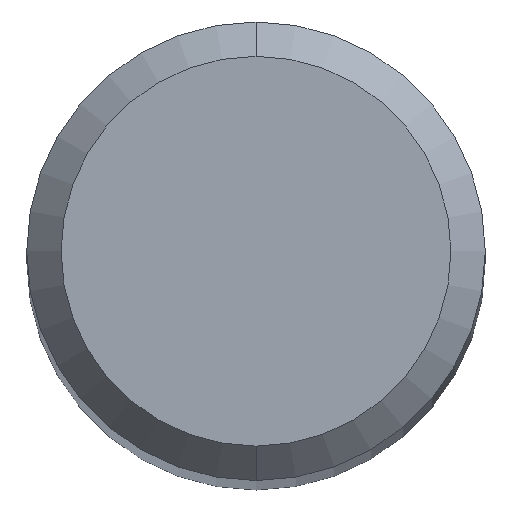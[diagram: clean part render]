
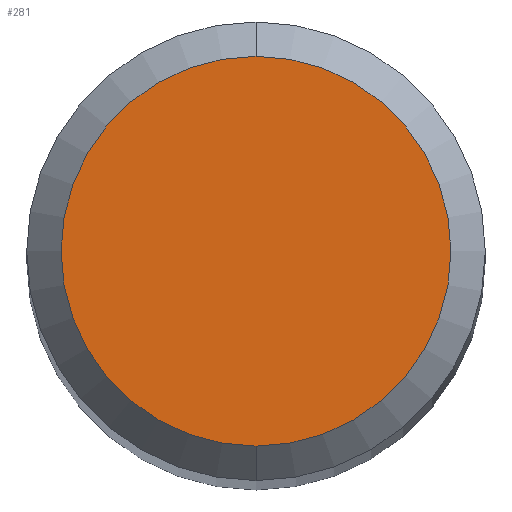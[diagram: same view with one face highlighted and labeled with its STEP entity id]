
A CAD part, top view. The second image highlights one B-rep face of the part: STEP entity #281.
In plain terms, the highlighted planar face has unit normal (0, 0, 1).
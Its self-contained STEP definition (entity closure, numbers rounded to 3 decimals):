
#233=EDGE_CURVE('',#239,#265,#529,.T.);
#239=VERTEX_POINT('',#535);
#265=VERTEX_POINT('',#564);
#281=ADVANCED_FACE('',(#581),#582,.T.);
#301=EDGE_CURVE('',#265,#239,#603,.T.);
#529=CIRCLE('',#922,1.7);
#535=CARTESIAN_POINT('',(0.0,1.7,46.268));
#564=CARTESIAN_POINT('',(0.,-1.7,46.268));
#581=FACE_OUTER_BOUND('',#1092,.T.);
#582=PLANE('',#1093);
#603=CIRCLE('',#1133,1.7);
#922=AXIS2_PLACEMENT_3D('',#1508,#1509,#1510);
#1092=EDGE_LOOP('',(#1562,#1563));
#1093=AXIS2_PLACEMENT_3D('',#1564,#1565,#1566);
#1133=AXIS2_PLACEMENT_3D('',#1577,#1578,#1579);
#1508=CARTESIAN_POINT('',(0.0,0.0,46.268));
#1509=DIRECTION('',(0.0,0.0,-1.0));
#1510=DIRECTION('',(0.0,1.0,0.0));
#1562=ORIENTED_EDGE('',*,*,#233,.F.);
#1563=ORIENTED_EDGE('',*,*,#301,.F.);
#1564=CARTESIAN_POINT('',(0.0,0.85,46.268));
#1565=DIRECTION('',(-0.0,0.0,1.0));
#1566=DIRECTION('',(0.0,-1.0,0.0));
#1577=CARTESIAN_POINT('',(0.0,0.0,46.268));
#1578=DIRECTION('',(0.0,0.0,-1.0));
#1579=DIRECTION('',(0.0,1.0,0.0));
